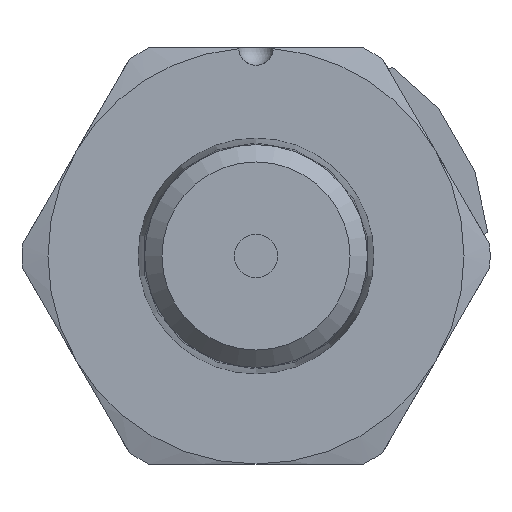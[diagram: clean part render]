
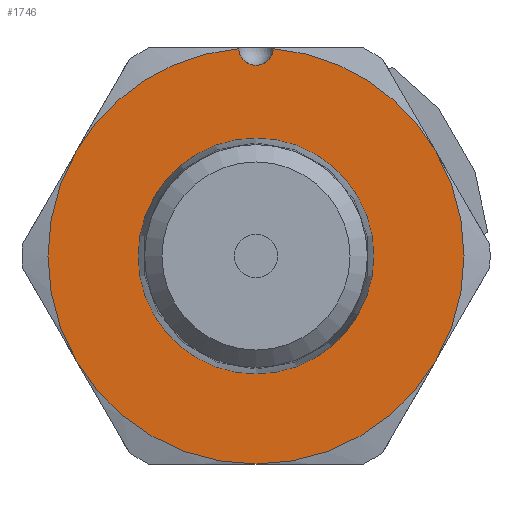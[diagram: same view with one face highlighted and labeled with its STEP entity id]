
A CAD part, front view. The second image highlights one B-rep face of the part: STEP entity #1746.
In plain terms, the highlighted planar face has unit normal (0, -1, 0).
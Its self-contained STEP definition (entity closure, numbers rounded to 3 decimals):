
#264=PLANE('',#1950);
#382=CIRCLE('',#1949,12.);
#383=CIRCLE('',#1951,6.799);
#384=CIRCLE('',#1952,1.);
#385=CIRCLE('',#1953,12.);
#386=CIRCLE('',#1954,12.);
#387=CIRCLE('',#1955,12.);
#388=CIRCLE('',#1956,12.);
#389=CIRCLE('',#1957,12.);
#587=ORIENTED_EDGE('',*,*,#1056,.F.);
#588=ORIENTED_EDGE('',*,*,#1057,.T.);
#589=ORIENTED_EDGE('',*,*,#1058,.F.);
#590=ORIENTED_EDGE('',*,*,#1059,.F.);
#591=ORIENTED_EDGE('',*,*,#1055,.F.);
#592=ORIENTED_EDGE('',*,*,#1060,.F.);
#593=ORIENTED_EDGE('',*,*,#1061,.F.);
#594=ORIENTED_EDGE('',*,*,#1062,.F.);
#1055=EDGE_CURVE('',#1238,#1295,#382,.T.);
#1056=EDGE_CURVE('',#1299,#1299,#383,.T.);
#1057=EDGE_CURVE('',#1300,#1301,#384,.T.);
#1058=EDGE_CURVE('',#1284,#1301,#385,.T.);
#1059=EDGE_CURVE('',#1295,#1284,#386,.T.);
#1060=EDGE_CURVE('',#1302,#1238,#387,.T.);
#1061=EDGE_CURVE('',#1259,#1302,#388,.T.);
#1062=EDGE_CURVE('',#1300,#1259,#389,.T.);
#1238=VERTEX_POINT('',#2714);
#1259=VERTEX_POINT('',#2775);
#1284=VERTEX_POINT('',#2855);
#1295=VERTEX_POINT('',#2893);
#1299=VERTEX_POINT('',#2922);
#1300=VERTEX_POINT('',#2924);
#1301=VERTEX_POINT('',#2925);
#1302=VERTEX_POINT('',#2929);
#1471=EDGE_LOOP('',(#587));
#1472=EDGE_LOOP('',(#588,#589,#590,#591,#592,#593,#594));
#1608=FACE_BOUND('',#1471,.T.);
#1609=FACE_BOUND('',#1472,.T.);
#1746=ADVANCED_FACE('',(#1608,#1609),#264,.F.);
#1949=AXIS2_PLACEMENT_3D('',#2919,#2287,#2288);
#1950=AXIS2_PLACEMENT_3D('',#2920,#2289,#2290);
#1951=AXIS2_PLACEMENT_3D('',#2921,#2291,#2292);
#1952=AXIS2_PLACEMENT_3D('',#2923,#2293,#2294);
#1953=AXIS2_PLACEMENT_3D('',#2926,#2295,#2296);
#1954=AXIS2_PLACEMENT_3D('',#2927,#2297,#2298);
#1955=AXIS2_PLACEMENT_3D('',#2928,#2299,#2300);
#1956=AXIS2_PLACEMENT_3D('',#2930,#2301,#2302);
#1957=AXIS2_PLACEMENT_3D('',#2931,#2303,#2304);
#2287=DIRECTION('',(0.,1.,0.));
#2288=DIRECTION('',(0.,0.,1.));
#2289=DIRECTION('',(0.,1.,0.));
#2290=DIRECTION('',(0.,0.,1.));
#2291=DIRECTION('',(0.,-1.,0.));
#2292=DIRECTION('',(0.,0.,1.));
#2293=DIRECTION('',(0.,1.,0.));
#2294=DIRECTION('',(0.,0.,1.));
#2295=DIRECTION('',(0.,1.,0.));
#2296=DIRECTION('',(0.,0.,1.));
#2297=DIRECTION('',(0.,1.,0.));
#2298=DIRECTION('',(0.,0.,1.));
#2299=DIRECTION('',(0.,1.,0.));
#2300=DIRECTION('',(0.,0.,1.));
#2301=DIRECTION('',(0.,1.,0.));
#2302=DIRECTION('',(0.,0.,1.));
#2303=DIRECTION('',(0.,1.,0.));
#2304=DIRECTION('',(0.,0.,1.));
#2714=CARTESIAN_POINT('',(0.,14.,-12.));
#2775=CARTESIAN_POINT('',(10.392,14.,6.));
#2855=CARTESIAN_POINT('',(-10.392,14.,6.));
#2893=CARTESIAN_POINT('',(-10.392,14.,-6.));
#2919=CARTESIAN_POINT('',(0.,14.,0.));
#2920=CARTESIAN_POINT('',(1.,14.,0.));
#2921=CARTESIAN_POINT('',(0.,14.,0.));
#2922=CARTESIAN_POINT('',(0.,14.,6.799));
#2923=CARTESIAN_POINT('',(0.,14.,12.));
#2924=CARTESIAN_POINT('',(0.999,14.,11.958));
#2925=CARTESIAN_POINT('',(-0.999,14.,11.958));
#2926=CARTESIAN_POINT('',(0.,14.,0.));
#2927=CARTESIAN_POINT('',(0.,14.,0.));
#2928=CARTESIAN_POINT('',(0.,14.,0.));
#2929=CARTESIAN_POINT('',(10.392,14.,-6.));
#2930=CARTESIAN_POINT('',(0.,14.,0.));
#2931=CARTESIAN_POINT('',(0.,14.,0.));
